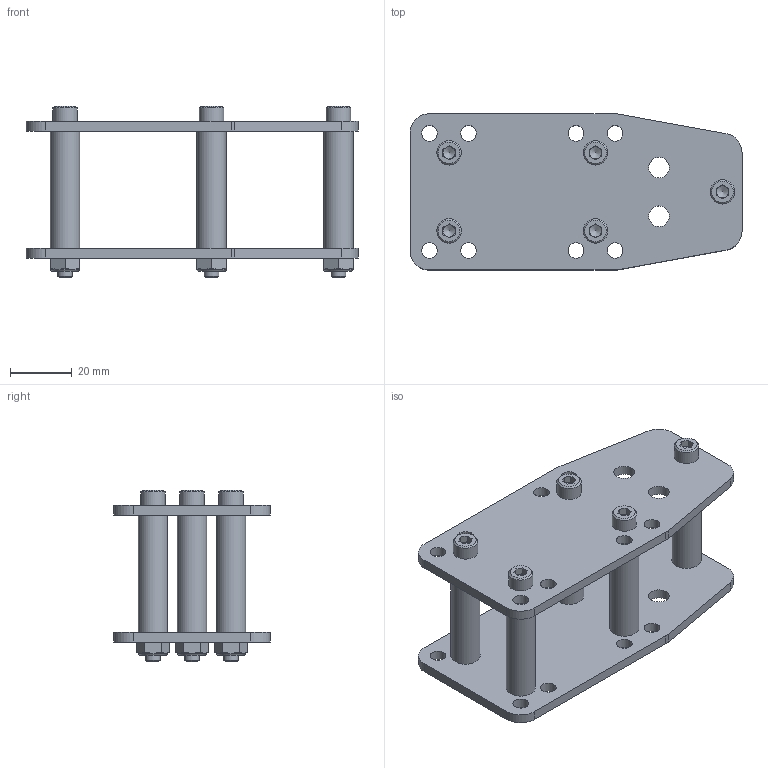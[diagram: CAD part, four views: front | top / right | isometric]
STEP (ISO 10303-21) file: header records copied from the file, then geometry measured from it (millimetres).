
FILE_DESCRIPTION (( 'STEP AP214' ), '1' );
FILE_NAME ('am-4682 Climber in a Box 1.5IN Bracing Kit.STEP', '2021-12-06T22:33:54', ( '' ), ( '' ), 'SwSTEP 2.0', 'SolidWorks 2021', '' );
FILE_SCHEMA (( 'AUTOMOTIVE_DESIGN' ));
Length unit declared in the file: inch
Products named in the file (5): 92510A651_ALUM UNTHRD SPACER_92510A651; SHCS 10-32 x 2_HX-SHCS 0.19-32x2x1.125-C; 10-32 Nylock Jam Nut_90633A411; am-4655 Climber In A Box Cross Support Plate; am-4682 Climber in a Box 1.5IN Bracing Kit
Assembly tree (17 placements, depth 2):
  am-4682 Climber in a Box 1.5IN Bracing Kit
    am-4655 Climber In A Box Cross Support Plate  x2
    10-32 Nylock Jam Nut_90633A411  x5
    92510A651_ALUM UNTHRD SPACER_92510A651  x5
    SHCS 10-32 x 2_HX-SHCS 0.19-32x2x1.125-C  x5
Bounding box: 107.95 x 50.8 x 55.63 mm (x, y, z)
Volume: 47511.6 mm3; surface area: 39563.2 mm2
Topology: 22 solids, 22 shells, 453 faces, 1042 edges, 648 vertices
Faces by surface type: plane 161, cone 145, cylinder 127, torus 20
Full cylindrical faces by diameter (mm): 4.091 x5, 4.178 x15, 4.826 x25, 4.877 x5, 5.105 x26, 6.08 x5, 6.756 x4, 7.937 x5, 9.525 x5
Entity records: 3796 total; most frequent: CARTESIAN_POINT 1192, DIRECTION 502, ORIENTED_EDGE 396, AXIS2_PLACEMENT_3D 224, EDGE_CURVE 198, EDGE_LOOP 190, VERTEX_POINT 146, FACE_OUTER_BOUND 140
